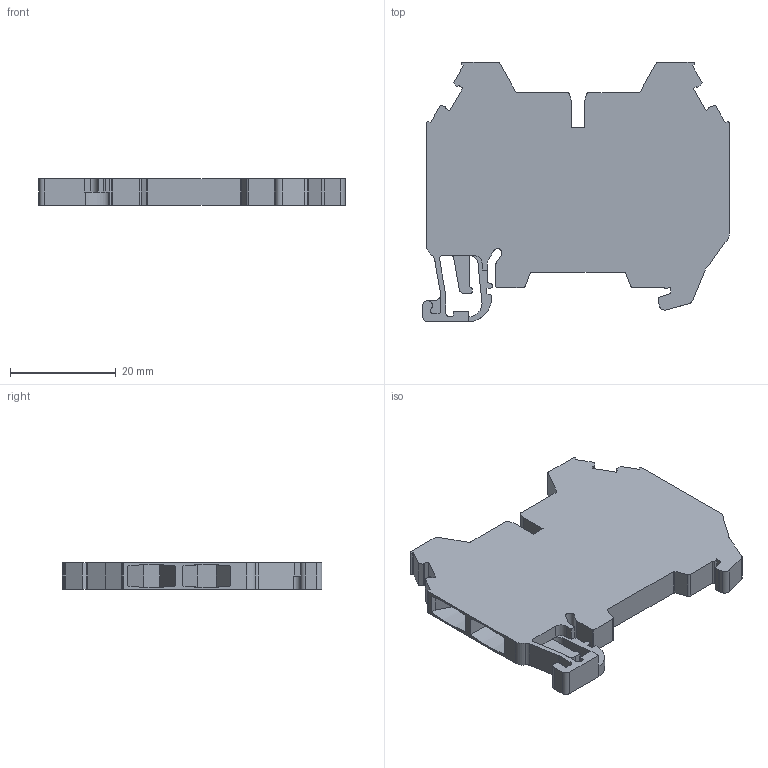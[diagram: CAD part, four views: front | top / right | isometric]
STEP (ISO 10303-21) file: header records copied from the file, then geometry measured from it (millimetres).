
FILE_DESCRIPTION (( 'STEP AP214' ), '1' );
FILE_NAME ('KN-G12SP4.step', '2015-05-04T11:26:41', ( '' ), ( '' ), 'SwSTEP 2.0', 'SolidWorks 2014', '' );
FILE_SCHEMA (( 'AUTOMOTIVE_DESIGN' ));
Length unit declared in the file: millimetre
Products named in the file (1): KN-G12SP4
Bounding box: 57.83 x 49.06 x 5 mm (x, y, z)
Volume: 8700.2 mm3; surface area: 6767.3 mm2
Topology: 1 solids, 1 shells, 203 faces, 582 edges, 388 vertices
Faces by surface type: plane 116, cylinder 84, bspline 3
Entity records: 9047 total; most frequent: CARTESIAN_POINT 1356, ORIENTED_EDGE 1164, DIRECTION 1130, EDGE_CURVE 582, LINE 390, VECTOR 390, VERTEX_POINT 388, AXIS2_PLACEMENT_3D 370
